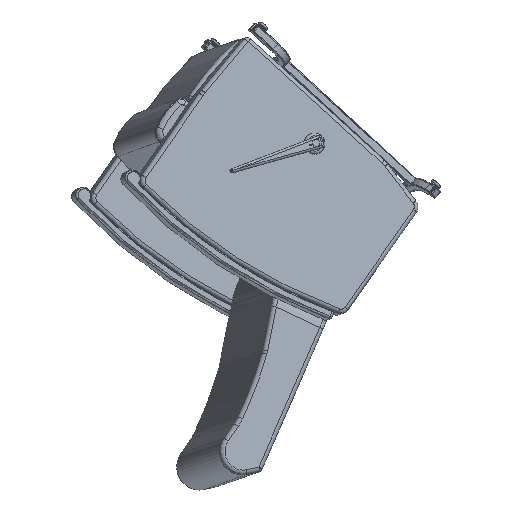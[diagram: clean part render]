
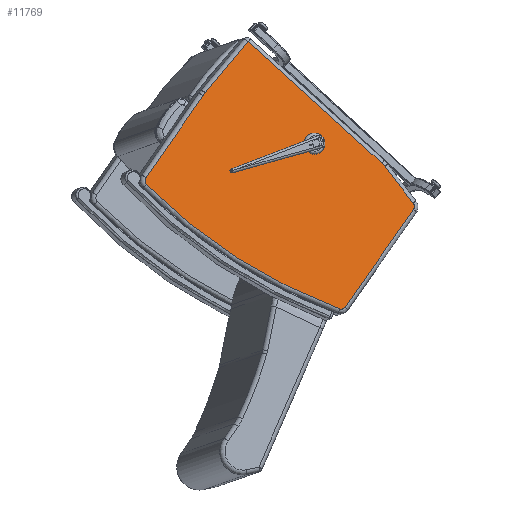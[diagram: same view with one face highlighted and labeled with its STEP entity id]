
A CAD part, left-side view. The second image highlights one B-rep face of the part: STEP entity #11769.
In plain terms, the highlighted face is planar.
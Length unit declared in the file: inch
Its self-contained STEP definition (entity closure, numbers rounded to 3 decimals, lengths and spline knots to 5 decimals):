
#1122=CIRCLE('',#13062,0.625);
#1127=CIRCLE('',#13068,0.5);
#1129=CIRCLE('',#13071,59.625);
#1130=CIRCLE('',#13073,0.625);
#1136=CIRCLE('',#13081,4.5);
#1139=CIRCLE('',#13088,2.625);
#2073=FACE_OUTER_BOUND('',#2863,.T.);
#2863=EDGE_LOOP('',(#9734,#9735,#9736,#9737,#9738,#9739,#9740,#9741,#9742,
#9743,#9744));
#3652=LINE('',#21768,#4453);
#3655=LINE('',#21816,#4456);
#3657=LINE('',#21825,#4458);
#3658=LINE('',#21839,#4459);
#3661=LINE('',#21846,#4462);
#4453=VECTOR('',#15961,0.3937);
#4456=VECTOR('',#15990,0.3937);
#4458=VECTOR('',#16002,0.3937);
#4459=VECTOR('',#16005,0.3937);
#4462=VECTOR('',#16012,0.3937);
#5408=VERTEX_POINT('',#21734);
#5410=VERTEX_POINT('',#21739);
#5411=VERTEX_POINT('',#21750);
#5413=VERTEX_POINT('',#21767);
#5415=VERTEX_POINT('',#21781);
#5418=VERTEX_POINT('',#21789);
#5419=VERTEX_POINT('',#21806);
#5421=VERTEX_POINT('',#21812);
#5423=VERTEX_POINT('',#21818);
#5426=VERTEX_POINT('',#21828);
#5427=VERTEX_POINT('',#21842);
#6863=EDGE_CURVE('',#5410,#5411,#1122,.T.);
#6866=EDGE_CURVE('',#5411,#5413,#3652,.T.);
#6871=EDGE_CURVE('',#5413,#5415,#1127,.T.);
#6873=EDGE_CURVE('',#5415,#5418,#1129,.T.);
#6875=EDGE_CURVE('',#5418,#5419,#1130,.T.);
#6880=EDGE_CURVE('',#5419,#5421,#3655,.T.);
#6883=EDGE_CURVE('',#5421,#5423,#1136,.T.);
#6885=EDGE_CURVE('',#5423,#5408,#3657,.T.);
#6887=EDGE_CURVE('',#5426,#5410,#3658,.T.);
#6891=EDGE_CURVE('',#5408,#5427,#3661,.T.);
#6893=EDGE_CURVE('',#5427,#5426,#1139,.T.);
#9734=ORIENTED_EDGE('',*,*,#6863,.F.);
#9735=ORIENTED_EDGE('',*,*,#6887,.F.);
#9736=ORIENTED_EDGE('',*,*,#6893,.F.);
#9737=ORIENTED_EDGE('',*,*,#6891,.F.);
#9738=ORIENTED_EDGE('',*,*,#6885,.F.);
#9739=ORIENTED_EDGE('',*,*,#6883,.F.);
#9740=ORIENTED_EDGE('',*,*,#6880,.F.);
#9741=ORIENTED_EDGE('',*,*,#6875,.F.);
#9742=ORIENTED_EDGE('',*,*,#6873,.F.);
#9743=ORIENTED_EDGE('',*,*,#6871,.F.);
#9744=ORIENTED_EDGE('',*,*,#6866,.F.);
#11235=PLANE('',#13122);
#11769=ADVANCED_FACE('',(#2073),#11235,.T.);
#13062=AXIS2_PLACEMENT_3D('',#21751,#15955,#15956);
#13068=AXIS2_PLACEMENT_3D('',#21785,#15969,#15970);
#13071=AXIS2_PLACEMENT_3D('',#21790,#15975,#15976);
#13073=AXIS2_PLACEMENT_3D('',#21807,#15979,#15980);
#13081=AXIS2_PLACEMENT_3D('',#21822,#15997,#15998);
#13088=AXIS2_PLACEMENT_3D('',#21849,#16017,#16018);
#13122=AXIS2_PLACEMENT_3D('',#21972,#16101,#16102);
#15955=DIRECTION('center_axis',(0.,0.,-1.));
#15956=DIRECTION('ref_axis',(-0.724,-0.69,0.));
#15961=DIRECTION('',(-0.099,0.995,0.));
#15969=DIRECTION('center_axis',(0.,0.,-1.));
#15970=DIRECTION('ref_axis',(-0.857,0.516,0.));
#15975=DIRECTION('center_axis',(0.,0.,-1.));
#15976=DIRECTION('ref_axis',(-0.167,0.986,0.));
#15979=DIRECTION('center_axis',(0.,0.,-1.));
#15980=DIRECTION('ref_axis',(0.709,0.705,0.));
#15990=DIRECTION('',(0.105,-0.994,0.));
#15997=DIRECTION('center_axis',(0.,0.,-1.));
#15998=DIRECTION('ref_axis',(0.998,0.061,0.));
#16002=DIRECTION('',(0.017,-1.,0.));
#16005=DIRECTION('',(-0.983,0.183,0.));
#16012=DIRECTION('',(-1.,0.,0.));
#16017=DIRECTION('center_axis',(0.,0.,-1.));
#16018=DIRECTION('ref_axis',(-0.093,-0.996,0.));
#16101=DIRECTION('center_axis',(0.,0.,1.));
#16102=DIRECTION('ref_axis',(1.,0.,0.));
#21734=CARTESIAN_POINT('',(13.64019,-8.80367,0.));
#21739=CARTESIAN_POINT('',(-12.30401,-7.80474,0.));
#21750=CARTESIAN_POINT('',(-12.8056,-7.28414,0.));
#21751=CARTESIAN_POINT('Origin',(-12.18763,-7.19067,0.));
#21767=CARTESIAN_POINT('',(-14.15484,6.21782,0.));
#21768=CARTESIAN_POINT('',(-13.08593,-4.47889,0.));
#21781=CARTESIAN_POINT('',(-13.84615,6.7305,0.));
#21785=CARTESIAN_POINT('Origin',(-13.65732,6.26753,0.));
#21789=CARTESIAN_POINT('',(11.75554,11.06645,0.));
#21790=CARTESIAN_POINT('Origin',(8.67221,-48.47877,0.));
#21806=CARTESIAN_POINT('',(12.29572,10.51238,0.));
#21807=CARTESIAN_POINT('Origin',(11.67417,10.44677,0.));
#21812=CARTESIAN_POINT('',(13.48834,-0.78649,0.));
#21816=CARTESIAN_POINT('',(12.79396,5.79203,0.));
#21818=CARTESIAN_POINT('',(13.51257,-1.1835,0.));
#21822=CARTESIAN_POINT('Origin',(9.0132,-1.25885,0.));
#21825=CARTESIAN_POINT('',(13.50113,-0.50047,0.));
#21828=CARTESIAN_POINT('',(-7.18501,-8.75809,0.));
#21839=CARTESIAN_POINT('',(-4.11551,-9.32976,0.));
#21842=CARTESIAN_POINT('',(-6.698,-8.80367,0.));
#21846=CARTESIAN_POINT('',(7.45016,-8.80367,0.));
#21849=CARTESIAN_POINT('Origin',(-6.698,-6.17867,0.));
#21972=CARTESIAN_POINT('Origin',(0.75168,-0.252,0.));
